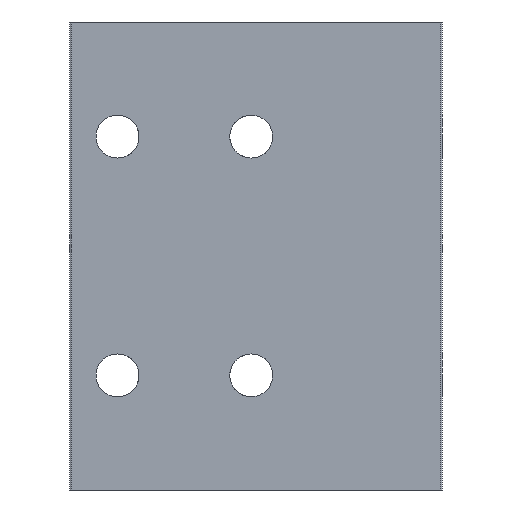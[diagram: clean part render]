
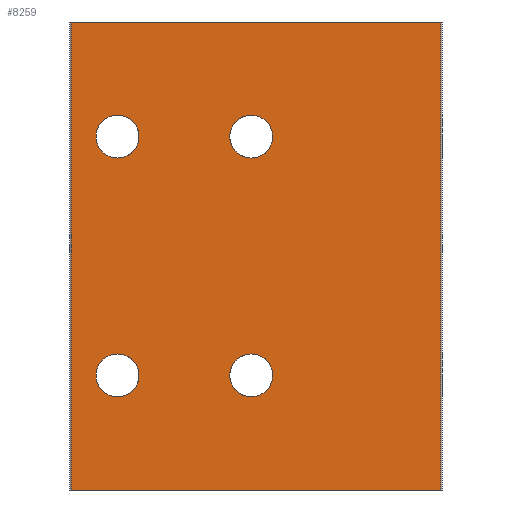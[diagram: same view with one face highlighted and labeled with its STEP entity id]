
A CAD part, front view. The second image highlights one B-rep face of the part: STEP entity #8259.
In plain terms, the highlighted planar face has unit normal (0, -1, 0).
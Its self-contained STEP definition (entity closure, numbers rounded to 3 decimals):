
#1 = CARTESIAN_POINT ( 'NONE',  ( 10403.692, 2863.331, -39. ) ) ;
#211 = VERTEX_POINT ( 'NONE', #8233 ) ;
#431 = EDGE_CURVE ( 'NONE', #7020, #211, #3562, .T. ) ;
#455 = VERTEX_POINT ( 'NONE', #4629 ) ;
#484 = DIRECTION ( 'NONE',  ( 0., 0., 1. ) ) ;
#489 = EDGE_LOOP ( 'NONE', ( #5838, #7910, #3919, #2416 ) ) ;
#494 = VERTEX_POINT ( 'NONE', #3175 ) ;
#500 = CARTESIAN_POINT ( 'NONE',  ( 10441.392, 2863.331, -10.5 ) ) ;
#547 = LINE ( 'NONE', #7333, #7617 ) ;
#579 = CARTESIAN_POINT ( 'NONE',  ( 10441.392, 2863.331, -15. ) ) ;
#615 = DIRECTION ( 'NONE',  ( 0., 1., 0. ) ) ;
#777 = CIRCLE ( 'NONE', #6477, 4.5 ) ;
#839 = EDGE_CURVE ( 'NONE', #1697, #4869, #6224, .T. ) ;
#877 = EDGE_CURVE ( 'NONE', #4805, #4921, #547, .T. ) ;
#947 = CARTESIAN_POINT ( 'NONE',  ( 10413.392, 2863.331, 30.5 ) ) ;
#1071 = AXIS2_PLACEMENT_3D ( 'NONE', #8174, #6698, #5328 ) ;
#1078 = CIRCLE ( 'NONE', #3686, 4.5 ) ;
#1107 = DIRECTION ( 'NONE',  ( 1., 0., 0. ) ) ;
#1213 = VERTEX_POINT ( 'NONE', #8210 ) ;
#1218 = EDGE_CURVE ( 'NONE', #211, #7020, #2307, .T. ) ;
#1257 = CARTESIAN_POINT ( 'NONE',  ( 10441.392, 2863.331, 39.5 ) ) ;
#1697 = VERTEX_POINT ( 'NONE', #500 ) ;
#1958 = ORIENTED_EDGE ( 'NONE', *, *, #3703, .T. ) ;
#2047 = ORIENTED_EDGE ( 'NONE', *, *, #3026, .T. ) ;
#2195 = FACE_OUTER_BOUND ( 'NONE', #489, .T. ) ;
#2199 = DIRECTION ( 'NONE',  ( 0., 0., 1. ) ) ;
#2243 = EDGE_LOOP ( 'NONE', ( #2047, #3436 ) ) ;
#2299 = DIRECTION ( 'NONE',  ( 1., 0., 0. ) ) ;
#2307 = CIRCLE ( 'NONE', #5897, 4.5 ) ;
#2406 = FACE_BOUND ( 'NONE', #8263, .T. ) ;
#2416 = ORIENTED_EDGE ( 'NONE', *, *, #7011, .F. ) ;
#2425 = DIRECTION ( 'NONE',  ( 0., 1., 0. ) ) ;
#2427 = DIRECTION ( 'NONE',  ( 0., 1., 0. ) ) ;
#2625 = VECTOR ( 'NONE', #2299, 1000. ) ;
#2758 = CARTESIAN_POINT ( 'NONE',  ( 10441.392, 2863.331, -15. ) ) ;
#2836 = LINE ( 'NONE', #7429, #2625 ) ;
#2879 = AXIS2_PLACEMENT_3D ( 'NONE', #8510, #2427, #7189 ) ;
#2896 = ORIENTED_EDGE ( 'NONE', *, *, #2988, .T. ) ;
#2988 = EDGE_CURVE ( 'NONE', #4869, #1697, #777, .T. ) ;
#3026 = EDGE_CURVE ( 'NONE', #455, #3649, #4201, .T. ) ;
#3175 = CARTESIAN_POINT ( 'NONE',  ( 10481.092, 2863.331, -39. ) ) ;
#3244 = CARTESIAN_POINT ( 'NONE',  ( 10403.692, 2863.331, 59. ) ) ;
#3327 = DIRECTION ( 'NONE',  ( 0., 1., 0. ) ) ;
#3371 = CARTESIAN_POINT ( 'NONE',  ( 10413.392, 2863.331, -15. ) ) ;
#3436 = ORIENTED_EDGE ( 'NONE', *, *, #4376, .T. ) ;
#3442 = DIRECTION ( 'NONE',  ( 0., 0., 1. ) ) ;
#3453 = DIRECTION ( 'NONE',  ( 0., 0., 1. ) ) ;
#3487 = CARTESIAN_POINT ( 'NONE',  ( 10413.392, 2863.331, 35. ) ) ;
#3511 = ORIENTED_EDGE ( 'NONE', *, *, #839, .T. ) ;
#3562 = CIRCLE ( 'NONE', #1071, 4.5 ) ;
#3645 = EDGE_LOOP ( 'NONE', ( #1958, #5031 ) ) ;
#3649 = VERTEX_POINT ( 'NONE', #1257 ) ;
#3686 = AXIS2_PLACEMENT_3D ( 'NONE', #3371, #8138, #4067 ) ;
#3703 = EDGE_CURVE ( 'NONE', #3869, #1213, #1078, .T. ) ;
#3869 = VERTEX_POINT ( 'NONE', #4853 ) ;
#3919 = ORIENTED_EDGE ( 'NONE', *, *, #5027, .T. ) ;
#3962 = ORIENTED_EDGE ( 'NONE', *, *, #431, .T. ) ;
#3967 = DIRECTION ( 'NONE',  ( 0., 0., 1. ) ) ;
#4015 = FACE_BOUND ( 'NONE', #3645, .T. ) ;
#4067 = DIRECTION ( 'NONE',  ( 0., 0., 1. ) ) ;
#4097 = CARTESIAN_POINT ( 'NONE',  ( 10441.392, 2863.331, 35. ) ) ;
#4189 = EDGE_CURVE ( 'NONE', #1213, #3869, #4930, .T. ) ;
#4201 = CIRCLE ( 'NONE', #7401, 4.5 ) ;
#4376 = EDGE_CURVE ( 'NONE', #3649, #455, #8410, .T. ) ;
#4420 = FACE_BOUND ( 'NONE', #2243, .T. ) ;
#4578 = CARTESIAN_POINT ( 'NONE',  ( 10441.392, 2863.331, -19.5 ) ) ;
#4629 = CARTESIAN_POINT ( 'NONE',  ( 10441.392, 2863.331, 30.5 ) ) ;
#4689 = AXIS2_PLACEMENT_3D ( 'NONE', #579, #615, #484 ) ;
#4769 = DIRECTION ( 'NONE',  ( 0., 0., 1. ) ) ;
#4805 = VERTEX_POINT ( 'NONE', #3244 ) ;
#4853 = CARTESIAN_POINT ( 'NONE',  ( 10413.392, 2863.331, -19.5 ) ) ;
#4869 = VERTEX_POINT ( 'NONE', #4578 ) ;
#4921 = VERTEX_POINT ( 'NONE', #1 ) ;
#4930 = CIRCLE ( 'NONE', #7161, 4.5 ) ;
#5027 = EDGE_CURVE ( 'NONE', #494, #8261, #5329, .T. ) ;
#5031 = ORIENTED_EDGE ( 'NONE', *, *, #4189, .T. ) ;
#5134 = CARTESIAN_POINT ( 'NONE',  ( 10481.092, 2863.331, 59. ) ) ;
#5168 = AXIS2_PLACEMENT_3D ( 'NONE', #4097, #8840, #4769 ) ;
#5328 = DIRECTION ( 'NONE',  ( 0., 0., 1. ) ) ;
#5329 = LINE ( 'NONE', #6956, #6918 ) ;
#5461 = ORIENTED_EDGE ( 'NONE', *, *, #1218, .T. ) ;
#5838 = ORIENTED_EDGE ( 'NONE', *, *, #877, .T. ) ;
#5897 = AXIS2_PLACEMENT_3D ( 'NONE', #3487, #6264, #3453 ) ;
#5907 = CARTESIAN_POINT ( 'NONE',  ( 10481.392, 2863.331, -39. ) ) ;
#6224 = CIRCLE ( 'NONE', #4689, 4.5 ) ;
#6264 = DIRECTION ( 'NONE',  ( 0., 1., 0. ) ) ;
#6287 = EDGE_CURVE ( 'NONE', #4921, #494, #8804, .T. ) ;
#6477 = AXIS2_PLACEMENT_3D ( 'NONE', #2758, #7541, #3442 ) ;
#6486 = EDGE_LOOP ( 'NONE', ( #2896, #3511 ) ) ;
#6509 = CARTESIAN_POINT ( 'NONE',  ( 10441.392, 2863.331, 35. ) ) ;
#6511 = PLANE ( 'NONE',  #2879 ) ;
#6698 = DIRECTION ( 'NONE',  ( 0., 1., 0. ) ) ;
#6918 = VECTOR ( 'NONE', #2199, 1000. ) ;
#6956 = CARTESIAN_POINT ( 'NONE',  ( 10481.092, 2863.331, 10. ) ) ;
#7011 = EDGE_CURVE ( 'NONE', #4805, #8261, #2836, .T. ) ;
#7020 = VERTEX_POINT ( 'NONE', #947 ) ;
#7161 = AXIS2_PLACEMENT_3D ( 'NONE', #7427, #3327, #3967 ) ;
#7186 = DIRECTION ( 'NONE',  ( 0., 0., 1. ) ) ;
#7189 = DIRECTION ( 'NONE',  ( 0., 0., 1. ) ) ;
#7333 = CARTESIAN_POINT ( 'NONE',  ( 10403.692, 2863.331, 10. ) ) ;
#7393 = DIRECTION ( 'NONE',  ( 0., 0., -1. ) ) ;
#7401 = AXIS2_PLACEMENT_3D ( 'NONE', #6509, #2425, #7186 ) ;
#7427 = CARTESIAN_POINT ( 'NONE',  ( 10413.392, 2863.331, -15. ) ) ;
#7429 = CARTESIAN_POINT ( 'NONE',  ( 10481.392, 2863.331, 59. ) ) ;
#7541 = DIRECTION ( 'NONE',  ( 0., 1., 0. ) ) ;
#7617 = VECTOR ( 'NONE', #7393, 1000. ) ;
#7645 = FACE_BOUND ( 'NONE', #6486, .T. ) ;
#7910 = ORIENTED_EDGE ( 'NONE', *, *, #6287, .T. ) ;
#8138 = DIRECTION ( 'NONE',  ( 0., 1., 0. ) ) ;
#8174 = CARTESIAN_POINT ( 'NONE',  ( 10413.392, 2863.331, 35. ) ) ;
#8210 = CARTESIAN_POINT ( 'NONE',  ( 10413.392, 2863.331, -10.5 ) ) ;
#8233 = CARTESIAN_POINT ( 'NONE',  ( 10413.392, 2863.331, 39.5 ) ) ;
#8259 = ADVANCED_FACE ( 'NONE', ( #4420, #7645, #4015, #2406, #2195 ), #6511, .F. ) ;
#8261 = VERTEX_POINT ( 'NONE', #5134 ) ;
#8263 = EDGE_LOOP ( 'NONE', ( #3962, #5461 ) ) ;
#8410 = CIRCLE ( 'NONE', #5168, 4.5 ) ;
#8510 = CARTESIAN_POINT ( 'NONE',  ( 10481.392, 2863.331, 10. ) ) ;
#8583 = VECTOR ( 'NONE', #1107, 1000. ) ;
#8804 = LINE ( 'NONE', #5907, #8583 ) ;
#8840 = DIRECTION ( 'NONE',  ( 0., 1., 0. ) ) ;
